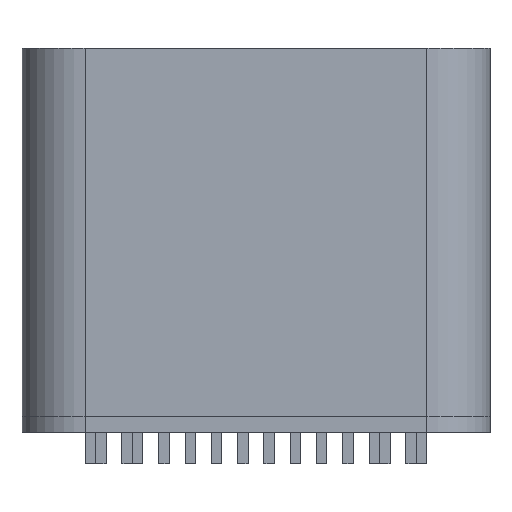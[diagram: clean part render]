
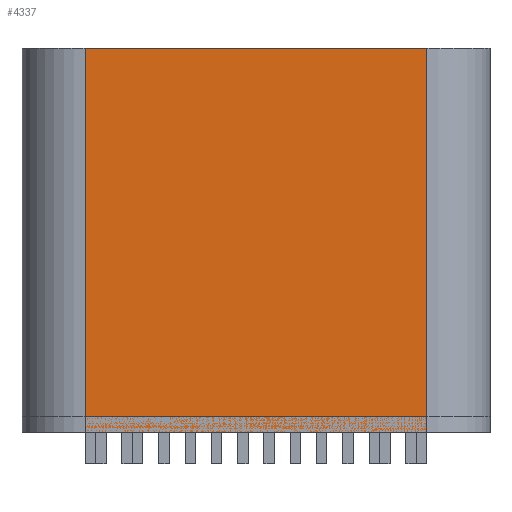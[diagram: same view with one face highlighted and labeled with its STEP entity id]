
A CAD part, top view. The second image highlights one B-rep face of the part: STEP entity #4337.
In plain terms, the highlighted planar face has unit normal (0, 0, 1).
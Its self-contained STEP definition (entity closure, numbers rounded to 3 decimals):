
#4279=CARTESIAN_POINT('',(-3.25,7.3,3.13));
#4280=VERTEX_POINT('',#4279);
#4289=CARTESIAN_POINT('',(-3.25,0.,3.13));
#4290=VERTEX_POINT('',#4289);
#4298=CARTESIAN_POINT('',(-3.25,0.,3.13));
#4299=DIRECTION('',(-0.,1.,0.));
#4300=VECTOR('',#4299,7.3);
#4301=LINE('',#4298,#4300);
#4302=EDGE_CURVE('',#4290,#4280,#4301,.T.);
#4307=CARTESIAN_POINT('',(0.,0.,3.13));
#4308=DIRECTION('',(0.,0.,-1.));
#4309=DIRECTION('',(1.,0.,0.));
#4310=AXIS2_PLACEMENT_3D('',#4307,#4308,#4309);
#4311=PLANE('',#4310);
#4312=CARTESIAN_POINT('',(3.25,7.3,3.13));
#4313=VERTEX_POINT('',#4312);
#4314=CARTESIAN_POINT('',(3.25,7.3,3.13));
#4315=DIRECTION('',(-1.,-0.,0.));
#4316=VECTOR('',#4315,6.5);
#4317=LINE('',#4314,#4316);
#4318=EDGE_CURVE('',#4313,#4280,#4317,.T.);
#4319=ORIENTED_EDGE('',*,*,#4318,.T.);
#4320=ORIENTED_EDGE('',*,*,#4302,.F.);
#4321=CARTESIAN_POINT('',(3.25,0.,3.13));
#4322=VERTEX_POINT('',#4321);
#4323=CARTESIAN_POINT('',(3.25,0.,3.13));
#4324=DIRECTION('',(-1.,-0.,0.));
#4325=VECTOR('',#4324,6.5);
#4326=LINE('',#4323,#4325);
#4327=EDGE_CURVE('',#4322,#4290,#4326,.T.);
#4328=ORIENTED_EDGE('',*,*,#4327,.F.);
#4329=CARTESIAN_POINT('',(3.25,0.,3.13));
#4330=DIRECTION('',(-0.,1.,0.));
#4331=VECTOR('',#4330,7.3);
#4332=LINE('',#4329,#4331);
#4333=EDGE_CURVE('',#4322,#4313,#4332,.T.);
#4334=ORIENTED_EDGE('',*,*,#4333,.T.);
#4335=EDGE_LOOP('',(#4319,#4320,#4328,#4334));
#4336=FACE_BOUND('',#4335,.T.);
#4337=ADVANCED_FACE('',(#4336),#4311,.F.);
